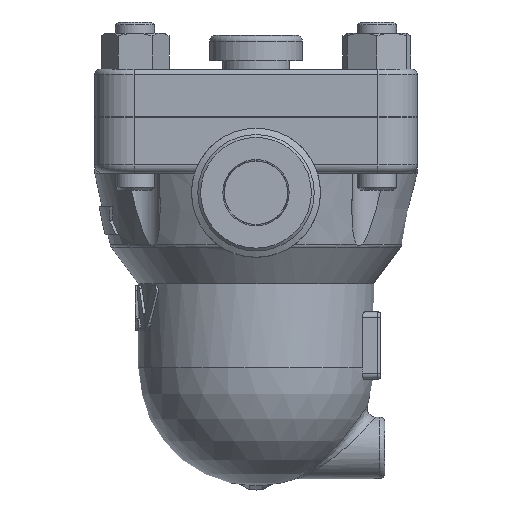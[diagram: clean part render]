
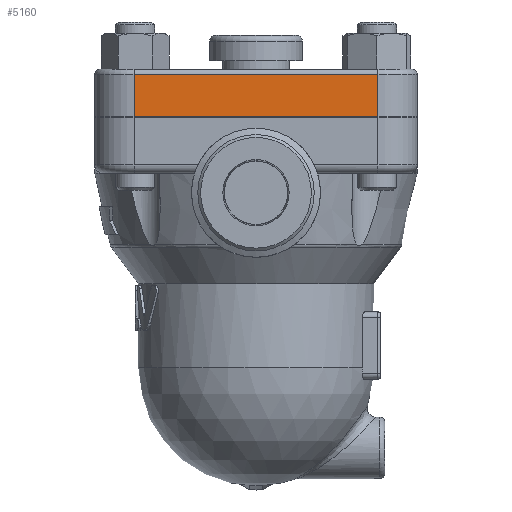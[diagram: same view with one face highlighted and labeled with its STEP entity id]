
A CAD part, left-side view. The second image highlights one B-rep face of the part: STEP entity #5160.
In plain terms, the highlighted planar face has unit normal (-1, 0, 0).
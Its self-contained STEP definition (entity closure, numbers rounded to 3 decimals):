
#4277=CARTESIAN_POINT('',(-57.5,-43.5,35.1));
#4278=VERTEX_POINT('',#4277);
#4311=CARTESIAN_POINT('',(-57.5,43.5,35.1));
#4312=VERTEX_POINT('',#4311);
#4320=CARTESIAN_POINT('',(-57.5,43.5,35.1));
#4321=DIRECTION('',(0.0,-1.0,0.0));
#4322=VECTOR('',#4321,87.);
#4323=LINE('',#4320,#4322);
#4324=EDGE_CURVE('',#4312,#4278,#4323,.T.);
#5038=CARTESIAN_POINT('',(-57.5,-43.5,20.1));
#5039=VERTEX_POINT('',#5038);
#5049=CARTESIAN_POINT('',(-57.5,43.5,20.1));
#5050=VERTEX_POINT('',#5049);
#5051=CARTESIAN_POINT('',(-57.5,43.5,20.1));
#5052=DIRECTION('',(0.0,-1.0,0.0));
#5053=VECTOR('',#5052,87.);
#5054=LINE('',#5051,#5053);
#5055=EDGE_CURVE('',#5050,#5039,#5054,.T.);
#5139=CARTESIAN_POINT('',(-57.5,-43.5,20.1));
#5140=DIRECTION('',(-1.0,0.0,0.0));
#5141=DIRECTION('',(0.0,0.0,1.0));
#5142=AXIS2_PLACEMENT_3D('',#5139,#5140,#5141);
#5143=PLANE('',#5142);
#5144=ORIENTED_EDGE('',*,*,#4324,.F.);
#5145=CARTESIAN_POINT('',(-57.5,43.5,20.1));
#5146=DIRECTION('',(0.0,0.0,1.0));
#5147=VECTOR('',#5146,15.);
#5148=LINE('',#5145,#5147);
#5149=EDGE_CURVE('',#5050,#4312,#5148,.T.);
#5150=ORIENTED_EDGE('',*,*,#5149,.F.);
#5151=ORIENTED_EDGE('',*,*,#5055,.T.);
#5152=CARTESIAN_POINT('',(-57.5,-43.5,20.1));
#5153=DIRECTION('',(0.0,0.0,1.0));
#5154=VECTOR('',#5153,15.);
#5155=LINE('',#5152,#5154);
#5156=EDGE_CURVE('',#5039,#4278,#5155,.T.);
#5157=ORIENTED_EDGE('',*,*,#5156,.T.);
#5158=EDGE_LOOP('',(#5144,#5150,#5151,#5157));
#5159=FACE_OUTER_BOUND('',#5158,.T.);
#5160=ADVANCED_FACE('',(#5159),#5143,.T.);
